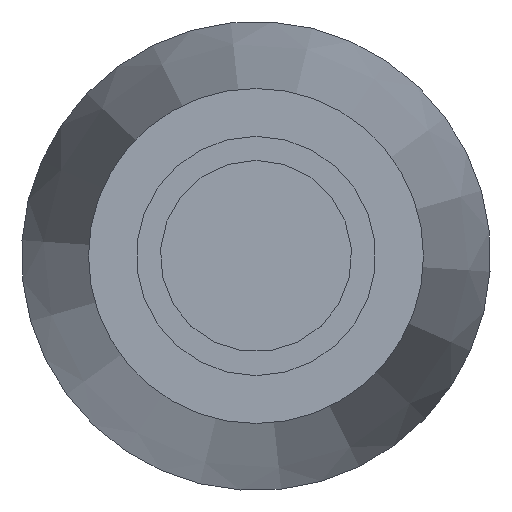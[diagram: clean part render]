
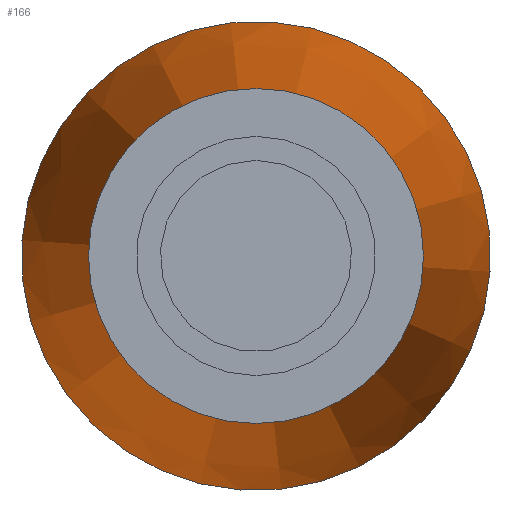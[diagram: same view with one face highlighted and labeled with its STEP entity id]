
A CAD part, left-side view. The second image highlights one B-rep face of the part: STEP entity #166.
In plain terms, the highlighted conical face has half-angle 7.181 degrees and reference radius 4.9 mm.
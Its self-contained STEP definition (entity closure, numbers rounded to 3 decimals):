
#166 = ADVANCED_FACE( '', ( #361, #362 ), #363, .T. );
#361 = FACE_BOUND( '', #555, .T. );
#362 = FACE_OUTER_BOUND( '', #556, .T. );
#363 = CONICAL_SURFACE( '', #557, 4.9, 0.125 );
#555 = EDGE_LOOP( '', ( #891 ) );
#556 = EDGE_LOOP( '', ( #892 ) );
#557 = AXIS2_PLACEMENT_3D( '', #893, #894, #895 );
#891 = ORIENTED_EDGE( '', *, *, #1023, .F. );
#892 = ORIENTED_EDGE( '', *, *, #1010, .T. );
#893 = CARTESIAN_POINT( '', ( 1481.95, 0., 2.05 ) );
#894 = DIRECTION( '', ( 1., 0., 0. ) );
#895 = DIRECTION( '', ( 0., 0., -1. ) );
#1010 = EDGE_CURVE( '', #1186, #1186, #1187, .T. );
#1023 = EDGE_CURVE( '', #1200, #1200, #1201, .T. );
#1186 = VERTEX_POINT( '', #1392 );
#1187 = CIRCLE( '', #1393, 4.9 );
#1200 = VERTEX_POINT( '', #1408 );
#1201 = CIRCLE( '', #1409, 1.75 );
#1392 = CARTESIAN_POINT( '', ( 1481.95, -2.16, -2.348 ) );
#1393 = AXIS2_PLACEMENT_3D( '', #1566, #1567, #1568 );
#1408 = CARTESIAN_POINT( '', ( 1456.95, 0., 3.8 ) );
#1409 = AXIS2_PLACEMENT_3D( '', #1571, #1572, #1573 );
#1566 = CARTESIAN_POINT( '', ( 1481.95, 0., 2.05 ) );
#1567 = DIRECTION( '', ( -1., 0., 0. ) );
#1568 = DIRECTION( '', ( 0., -0.441, -0.898 ) );
#1571 = CARTESIAN_POINT( '', ( 1456.95, 0., 2.05 ) );
#1572 = DIRECTION( '', ( -1., 0., 0. ) );
#1573 = DIRECTION( '', ( 0., 0., 1. ) );
